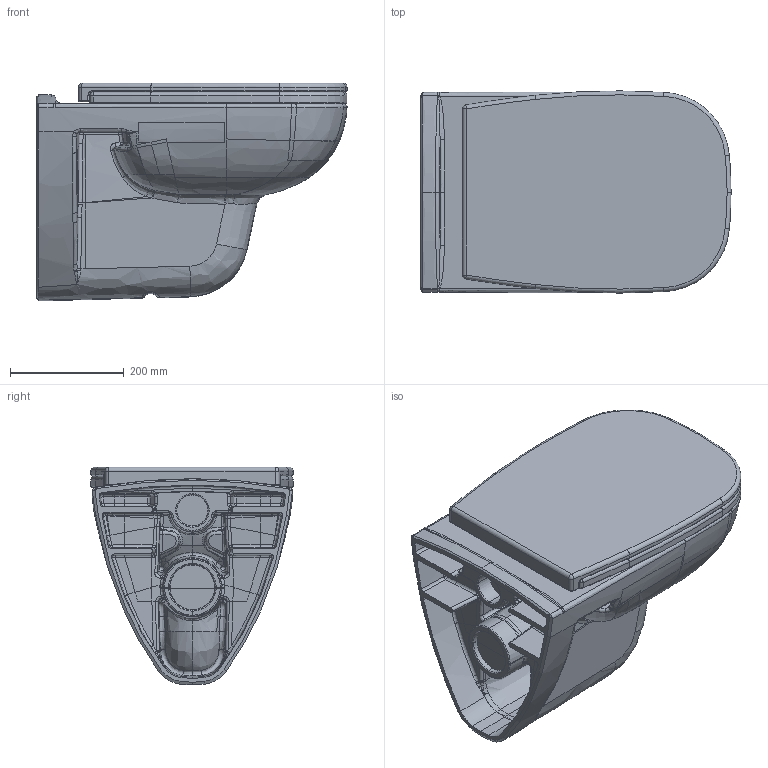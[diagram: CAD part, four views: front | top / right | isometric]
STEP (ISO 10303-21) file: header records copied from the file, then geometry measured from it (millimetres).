
FILE_DESCRIPTION((''),'2;1');
FILE_NAME('257009.stp','2017-06-20T10:32:39',('Administrator'),(''),'Autodesk Inventor 2011','Autodesk Inventor 2011','');
FILE_SCHEMA(('CONFIG_CONTROL_DESIGN'));
Length unit declared in the file: millimetre
Products named in the file (4): 257009; Deckel_unten_257009; Deckel_oben_257009
Assembly tree (3 placements, depth 2):
  257009
    257009
    Deckel_unten_257009
    Deckel_oben_257009
Bounding box: 544.79 x 355.11 x 382.56 mm (x, y, z)
Volume: 17436295.4 mm3; surface area: 1734573.5 mm2
Topology: 3 solids, 5 shells, 1366 faces, 3241 edges, 1867 vertices
Faces by surface type: bspline 1114, cylinder 70, plane 68, torus 51, sphere 44, cone 19
Full cylindrical faces by diameter (mm): 15 x2, 19 x2
Entity records: 221486 total; most frequent: CARTESIAN_POINT 195408, ORIENTED_EDGE 6424, EDGE_CURVE 3212, DIRECTION 2859, VERTEX_POINT 1865, B_SPLINE_CURVE_WITH_KNOTS 1840, EDGE_LOOP 1381, FACE_OUTER_BOUND 1366
